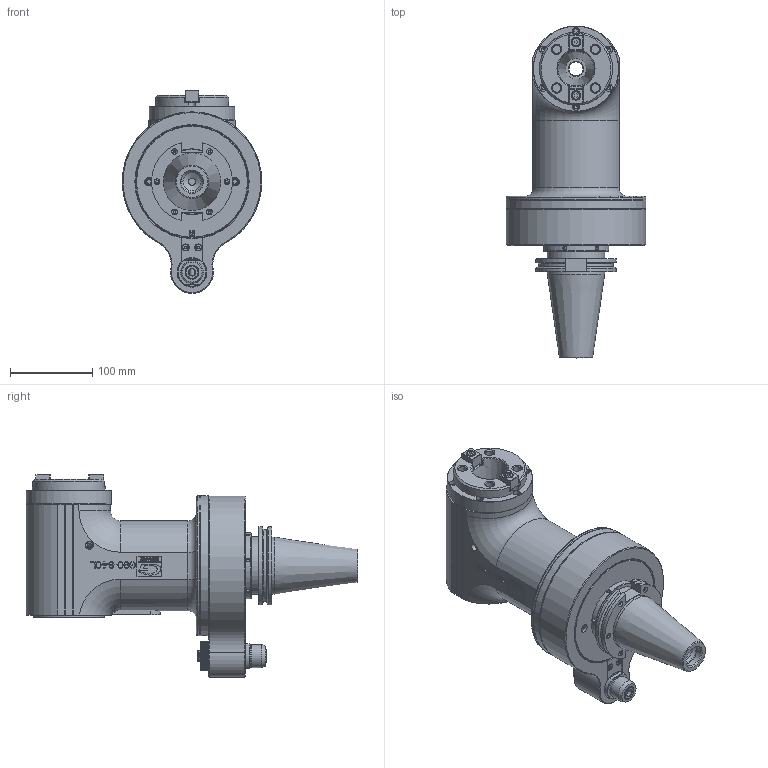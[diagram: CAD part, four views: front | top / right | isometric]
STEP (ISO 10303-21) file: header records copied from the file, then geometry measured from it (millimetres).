
FILE_DESCRIPTION(/* description */ (''),/* implementation_level */ '2;1');
FILE_NAME(/* name */ '9.G90.S40L00-10C50.stp',/* time_stamp */ '2025-08-27T14:39:30-04:00',/* author */ ('jkrenzer'),/* organization */ (''),/* preprocessor_version */ 'ST-DEVELOPER v18.1',/* originating_system */ 'Autodesk Inventor 2022',/* authorisation */ '');
FILE_SCHEMA (('AUTOMOTIVE_DESIGN { 1 0 10303 214 3 1 1 }'));
Products named in the file (3): 9.G90.S40L00-10C50; 9_G90_S40L0-250; 9_GA4_451_1   (Classic, Type 4, Cat50, 110mm, 28x24.5P)
Assembly tree (2 placements, depth 2):
  9.G90.S40L00-10C50
    9_G90_S40L0-250
    9_GA4_451_1   (Classic, Type 4, Cat50, 110mm, 28x24.5P)
Bounding box: 170 x 403.8 x 247 mm (x, y, z)
Volume: 4119047 mm3; surface area: 476321.4 mm2
Topology: 3 solids, 7 shells, 1803 faces, 4688 edges, 3045 vertices
Faces by surface type: plane 982, cylinder 377, cone 326, bspline 90, torus 26, sphere 2
Full cylindrical faces by diameter (mm): 3 x2, 3.3 x6, 4.2 x21, 5 x10, 5.2 x2, 5.5 x7, 6.5 x13, 7 x4, 7.8 x2, 8 x13, 8.5 x6, 9 x16, 9.2 x1, 9.5 x1, 10 x15, 10.5 x2, 11.5 x1, 12.8 x1, 13 x3, 14 x1, 15.8 x2, 16 x1, 17 x1, 22 x2, 22.2 x1, 25 x1, 25.5 x1, 26 x1, 26.16 x1, 27 x1
Entity records: 64429 total; most frequent: CARTESIAN_POINT 19823, ORIENTED_EDGE 9336, DIRECTION 9109, EDGE_CURVE 4668, AXIS2_PLACEMENT_3D 3099, VERTEX_POINT 3045, LINE 2911, VECTOR 2911
